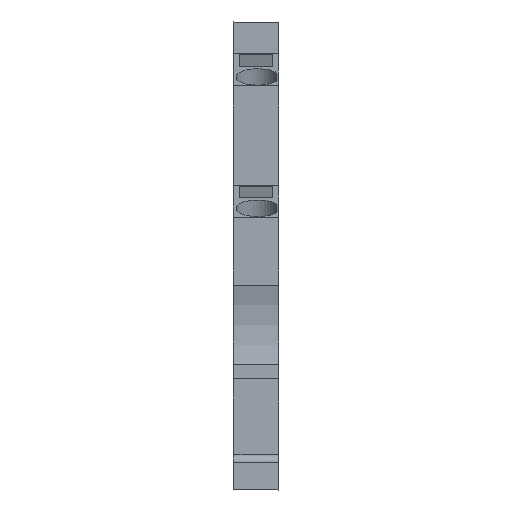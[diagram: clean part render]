
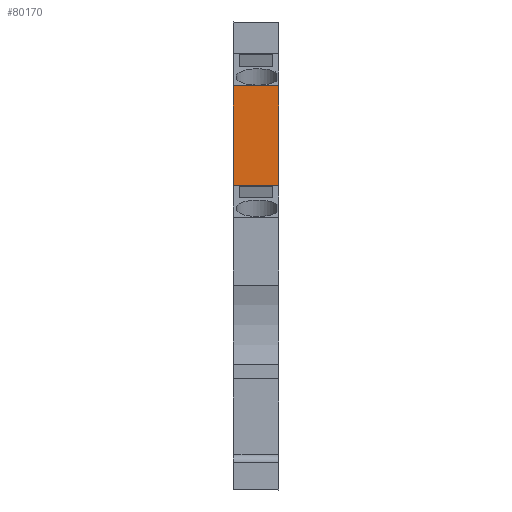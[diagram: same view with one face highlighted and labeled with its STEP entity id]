
A CAD part, front view. The second image highlights one B-rep face of the part: STEP entity #80170.
In plain terms, the highlighted face is planar.
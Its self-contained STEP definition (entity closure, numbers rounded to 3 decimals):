
#280=CARTESIAN_POINT('',(76.732,-13.978,
48.76));
#290=VERTEX_POINT('',#280);
#320=CARTESIAN_POINT('',(76.732,-53.157,
48.76));
#330=DIRECTION('',(0.,-1.,0.));
#340=VECTOR('',#330,1.);
#350=LINE('',#320,#340);
#360=CARTESIAN_POINT('',(76.732,-25.258,
48.76));
#370=VERTEX_POINT('',#360);
#380=EDGE_CURVE('',#290,#370,#350,.T.);
#12630=CARTESIAN_POINT('',(76.732,-25.258,
53.91));
#12640=VERTEX_POINT('',#12630);
#12670=CARTESIAN_POINT('',(76.732,-53.157,
53.91));
#12680=DIRECTION('',(0.,-1.,0.));
#12690=VECTOR('',#12680,1.);
#12700=LINE('',#12670,#12690);
#12710=CARTESIAN_POINT('',(76.732,-13.978,
53.91));
#12720=VERTEX_POINT('',#12710);
#12730=EDGE_CURVE('',#12720,#12640,#12700,.T.);
#79770=CARTESIAN_POINT('',(76.732,-25.258,
48.76));
#79780=DIRECTION('',(0.,0.,1.));
#79790=VECTOR('',#79780,1.);
#79800=LINE('',#79770,#79790);
#79810=EDGE_CURVE('',#370,#12640,#79800,.T.);
#80010=CARTESIAN_POINT('',(76.732,-14.118,
48.76));
#80020=DIRECTION('',(1.,0.,0.));
#80030=DIRECTION('',(0.,1.,0.));
#80040=AXIS2_PLACEMENT_3D('',#80010,#80020,#80030);
#80050=PLANE('',#80040);
#80060=CARTESIAN_POINT('',(76.732,-13.978,
48.76));
#80070=DIRECTION('',(0.,0.,-1.));
#80080=VECTOR('',#80070,1.);
#80090=LINE('',#80060,#80080);
#80100=EDGE_CURVE('',#12720,#290,#80090,.T.);
#80110=ORIENTED_EDGE('',*,*,#80100,.T.);
#80120=ORIENTED_EDGE('',*,*,#12730,.F.);
#80130=ORIENTED_EDGE('',*,*,#79810,.T.);
#80140=ORIENTED_EDGE('',*,*,#380,.T.);
#80150=EDGE_LOOP('',(#80140,#80130,#80120,#80110));
#80160=FACE_OUTER_BOUND('',#80150,.T.);
#80170=ADVANCED_FACE('',(#80160),#80050,.F.);
